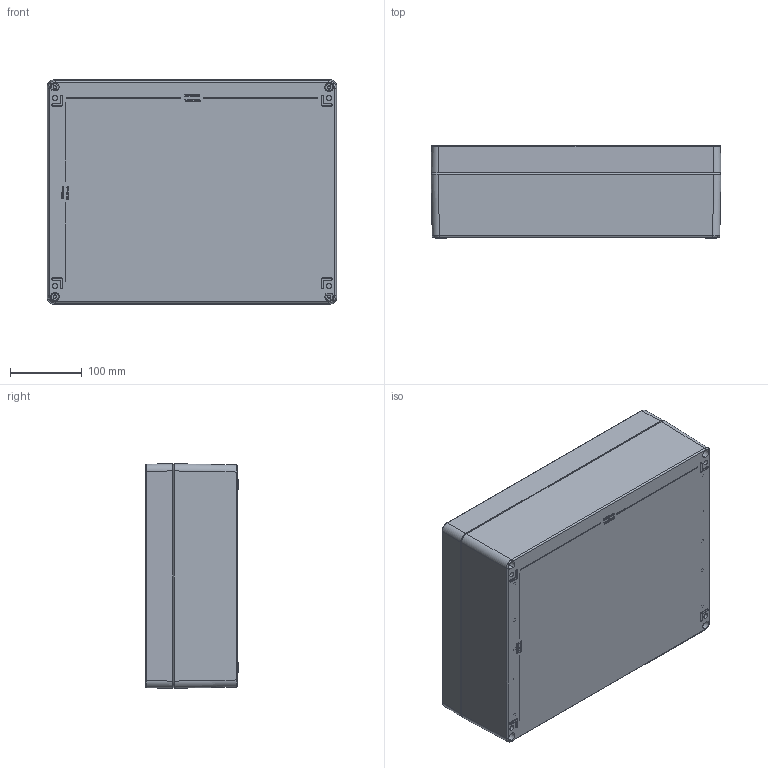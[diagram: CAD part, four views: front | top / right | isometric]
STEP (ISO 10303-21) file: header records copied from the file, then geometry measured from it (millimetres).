
FILE_DESCRIPTION (( 'STEP AP214' ), '1' );
FILE_NAME ('13200000.STEP', '2012-04-27T07:18:48', ( ' ' ), ( '' ), 'SwSTEP 2.0', 'SolidWorks 2011', '' );
FILE_SCHEMA (( 'AUTOMOTIVE_DESIGN' ));
Length unit declared in the file: millimetre
Products named in the file (7): 93117; 93261; 82003; 82005; 01071_Bearbeitung nach Zeichng.01-2-010810-01-0; 09071_Bearbeitung nach Zeichng. 13-2-090710-01-0; 13200000
Assembly tree (9 placements, depth 2):
  13200000
    93261  x4
    82003
    82005
    09071_Bearbeitung nach Zeichng. 13-2-090710-01-0
    93117
    01071_Bearbeitung nach Zeichng.01-2-010810-01-0
Bounding box: 404 x 129 x 313 mm (x, y, z)
Volume: 1714223.6 mm3; surface area: 711612.9 mm2
Topology: 10 solids, 10 shells, 1682 faces, 4167 edges, 2618 vertices
Faces by surface type: plane 692, bspline 405, cylinder 266, cone 261, torus 58
Entity records: 73163 total; most frequent: CARTESIAN_POINT 37618, ORIENTED_EDGE 7882, DIRECTION 5923, EDGE_CURVE 3941, VERTEX_POINT 2519, AXIS2_PLACEMENT_3D 1979, LINE 1965, VECTOR 1965
